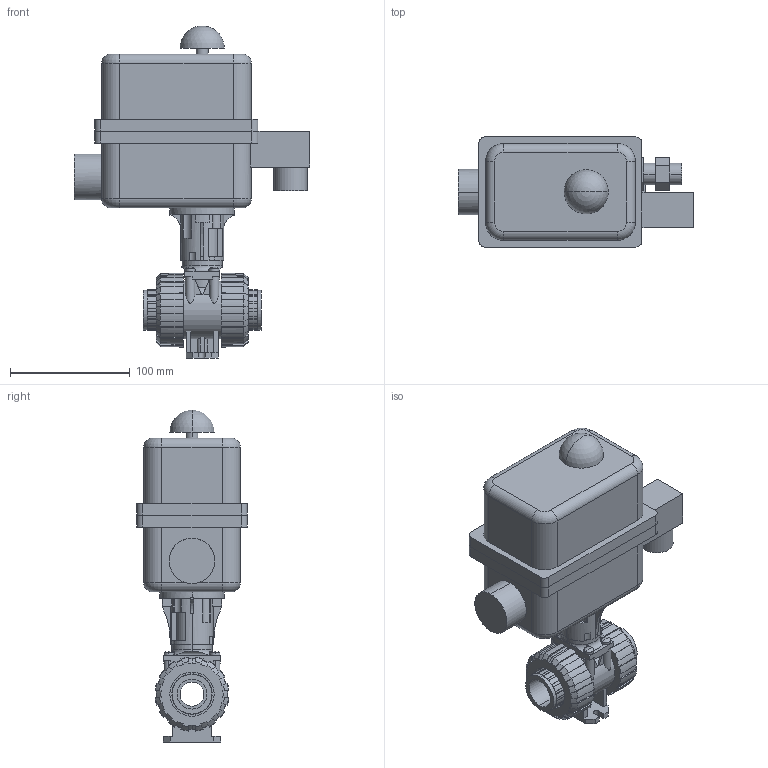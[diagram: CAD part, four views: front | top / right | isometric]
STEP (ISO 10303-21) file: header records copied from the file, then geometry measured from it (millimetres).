
FILE_DESCRIPTION(('no description'),'unknown implementation level');
FILE_NAME('124002_3.stp',' ',('Praher Valves GmbH'),('CADClick - KiM GmbH - www.kimweb.de'),'unknown preprocess','ACIS','unknown authorization');
FILE_SCHEMA(('automotive_design'));
Length unit declared in the file: millimetre
Products named in the file (12): 1; 2; 3; 4; 5; 6; 7; 8; 9; 10; 11; 12
Bounding box: 197 x 92 x 277.5 mm (x, y, z)
Volume: 1663558.2 mm3; surface area: 195224.1 mm2
Topology: 12 solids, 12 shells, 710 faces, 1972 edges, 1298 vertices
Faces by surface type: plane 340, cylinder 214, cone 136, sphere 10, torus 10
Entity records: 45658 total; most frequent: CARTESIAN_POINT 5347, STYLED_ITEM 3982, PRESENTATION_STYLE_ASSIGNMENT 3982, COLOUR_RGB 3982, ORIENTED_EDGE 3924, DIRECTION 3836, EDGE_CURVE 1962, CURVE_STYLE 1962
